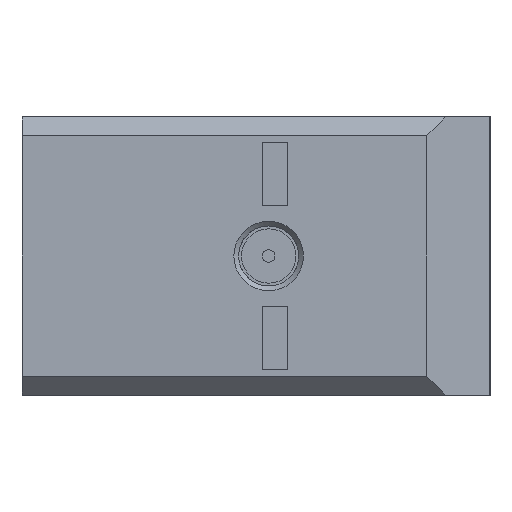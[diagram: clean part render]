
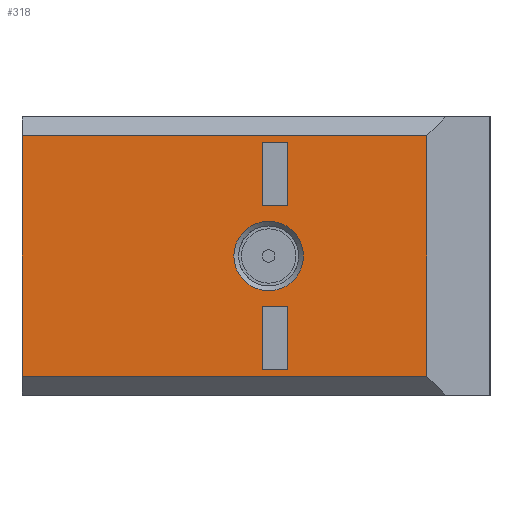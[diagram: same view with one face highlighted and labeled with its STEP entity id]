
A CAD part, left-side view. The second image highlights one B-rep face of the part: STEP entity #318.
In plain terms, the highlighted planar face has unit normal (-1, 0, 0).
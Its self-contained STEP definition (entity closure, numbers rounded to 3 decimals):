
#318=ADVANCED_FACE('',(#4909,#4911,#4913,#4915),#4917,.F.);
#4909=FACE_BOUND('',#4910,.T.);
#4910=EDGE_LOOP('',(#12691,#12692,#12693,#12694));
#4911=FACE_BOUND('',#4912,.T.);
#4912=EDGE_LOOP('',(#12695,#12696,#12697,#12698));
#4913=FACE_BOUND('',#4914,.T.);
#4914=EDGE_LOOP('',(#12699,#12700,#12701,#12702));
#4915=FACE_BOUND('',#4916,.T.);
#4916=EDGE_LOOP('',(#12703));
#4917=PLANE('',#4918);
#4918=AXIS2_PLACEMENT_3D('',#4919,#4920,#4921);
#4919=CARTESIAN_POINT('',(-7.5,-3.701,4.));
#4920=DIRECTION('',(1.,0.,-0.));
#4921=DIRECTION('',(-0.,0.,-1.));
#12691=ORIENTED_EDGE('',*,*,#14924,.T.);
#12692=ORIENTED_EDGE('',*,*,#15254,.T.);
#12693=ORIENTED_EDGE('',*,*,#15255,.T.);
#12694=ORIENTED_EDGE('',*,*,#15256,.T.);
#12695=ORIENTED_EDGE('',*,*,#15257,.F.);
#12696=ORIENTED_EDGE('',*,*,#15258,.F.);
#12697=ORIENTED_EDGE('',*,*,#15259,.T.);
#12698=ORIENTED_EDGE('',*,*,#15260,.T.);
#12699=ORIENTED_EDGE('',*,*,#15261,.F.);
#12700=ORIENTED_EDGE('',*,*,#15262,.T.);
#12701=ORIENTED_EDGE('',*,*,#15263,.T.);
#12702=ORIENTED_EDGE('',*,*,#15264,.F.);
#12703=ORIENTED_EDGE('',*,*,#14878,.F.);
#14878=EDGE_CURVE('',#16199,#16199,#16200,.T.);
#14924=EDGE_CURVE('',#16284,#16282,#16285,.T.);
#15254=EDGE_CURVE('',#16282,#16941,#16942,.T.);
#15255=EDGE_CURVE('',#16941,#16943,#16944,.T.);
#15256=EDGE_CURVE('',#16943,#16284,#16945,.T.);
#15257=EDGE_CURVE('',#16946,#16947,#16948,.T.);
#15258=EDGE_CURVE('',#16949,#16946,#16950,.T.);
#15259=EDGE_CURVE('',#16949,#16951,#16952,.T.);
#15260=EDGE_CURVE('',#16951,#16947,#16953,.T.);
#15261=EDGE_CURVE('',#16954,#16955,#16956,.T.);
#15262=EDGE_CURVE('',#16954,#16957,#16958,.T.);
#15263=EDGE_CURVE('',#16957,#16959,#16960,.T.);
#15264=EDGE_CURVE('',#16955,#16959,#16961,.T.);
#16199=VERTEX_POINT('',#18632);
#16200=CIRCLE('',#18633,0.55);
#16282=VERTEX_POINT('',#18825);
#16284=VERTEX_POINT('',#18829);
#16285=LINE('',#18830,#18831);
#16941=VERTEX_POINT('',#24021);
#16942=LINE('',#24022,#24023);
#16943=VERTEX_POINT('',#24025);
#16944=LINE('',#24026,#24027);
#16945=LINE('',#24029,#24030);
#16946=VERTEX_POINT('',#24032);
#16947=VERTEX_POINT('',#24033);
#16948=LINE('',#24034,#24035);
#16949=VERTEX_POINT('',#24037);
#16950=LINE('',#24038,#24039);
#16951=VERTEX_POINT('',#24041);
#16952=LINE('',#24042,#24043);
#16953=LINE('',#24045,#24046);
#16954=VERTEX_POINT('',#24048);
#16955=VERTEX_POINT('',#24049);
#16956=LINE('',#24050,#24051);
#16957=VERTEX_POINT('',#24053);
#16958=LINE('',#24054,#24055);
#16959=VERTEX_POINT('',#24057);
#16960=LINE('',#24058,#24059);
#16961=LINE('',#24061,#24062);
#18632=CARTESIAN_POINT('',(-7.5,-0.2,2.75));
#18633=AXIS2_PLACEMENT_3D('',#18634,#18635,#18636);
#18634=CARTESIAN_POINT('',(-7.5,-0.2,2.2));
#18635=DIRECTION('',(-1.,-0.,0.));
#18636=DIRECTION('',(0.,0.,-1.));
#18825=CARTESIAN_POINT('',(-7.5,3.7,0.3));
#18829=CARTESIAN_POINT('',(-7.5,3.7,4.1));
#18830=CARTESIAN_POINT('',(-7.5,3.7,4.1));
#18831=VECTOR('',#18832,1.);
#18832=DIRECTION('',(0.,0.,-1.));
#24021=CARTESIAN_POINT('',(-7.5,-2.7,0.3));
#24022=CARTESIAN_POINT('',(-7.5,3.7,0.3));
#24023=VECTOR('',#24024,1.);
#24024=DIRECTION('',(0.,-1.,0.));
#24025=CARTESIAN_POINT('',(-7.5,-2.7,4.1));
#24026=CARTESIAN_POINT('',(-7.5,-2.7,0.3));
#24027=VECTOR('',#24028,1.);
#24028=DIRECTION('',(0.,0.,1.));
#24029=CARTESIAN_POINT('',(-7.5,-2.7,4.1));
#24030=VECTOR('',#24031,1.);
#24031=DIRECTION('',(0.,1.,0.));
#24032=CARTESIAN_POINT('',(-7.5,-0.5,4.));
#24033=CARTESIAN_POINT('',(-7.5,-0.1,4.));
#24034=CARTESIAN_POINT('',(-7.5,-0.5,4.));
#24035=VECTOR('',#24036,1.);
#24036=DIRECTION('',(0.,1.,0.));
#24037=CARTESIAN_POINT('',(-7.5,-0.5,3.));
#24038=CARTESIAN_POINT('',(-7.5,-0.5,3.));
#24039=VECTOR('',#24040,1.);
#24040=DIRECTION('',(0.,0.,1.));
#24041=CARTESIAN_POINT('',(-7.5,-0.1,3.));
#24042=CARTESIAN_POINT('',(-7.5,-0.5,3.));
#24043=VECTOR('',#24044,1.);
#24044=DIRECTION('',(0.,1.,0.));
#24045=CARTESIAN_POINT('',(-7.5,-0.1,3.));
#24046=VECTOR('',#24047,1.);
#24047=DIRECTION('',(0.,0.,1.));
#24048=CARTESIAN_POINT('',(-7.5,-0.5,0.4));
#24049=CARTESIAN_POINT('',(-7.5,-0.5,1.4));
#24050=CARTESIAN_POINT('',(-7.5,-0.5,0.4));
#24051=VECTOR('',#24052,1.);
#24052=DIRECTION('',(0.,0.,1.));
#24053=CARTESIAN_POINT('',(-7.5,-0.1,0.4));
#24054=CARTESIAN_POINT('',(-7.5,-0.5,0.4));
#24055=VECTOR('',#24056,1.);
#24056=DIRECTION('',(0.,1.,0.));
#24057=CARTESIAN_POINT('',(-7.5,-0.1,1.4));
#24058=CARTESIAN_POINT('',(-7.5,-0.1,0.4));
#24059=VECTOR('',#24060,1.);
#24060=DIRECTION('',(0.,0.,1.));
#24061=CARTESIAN_POINT('',(-7.5,-0.5,1.4));
#24062=VECTOR('',#24063,1.);
#24063=DIRECTION('',(0.,1.,0.));
